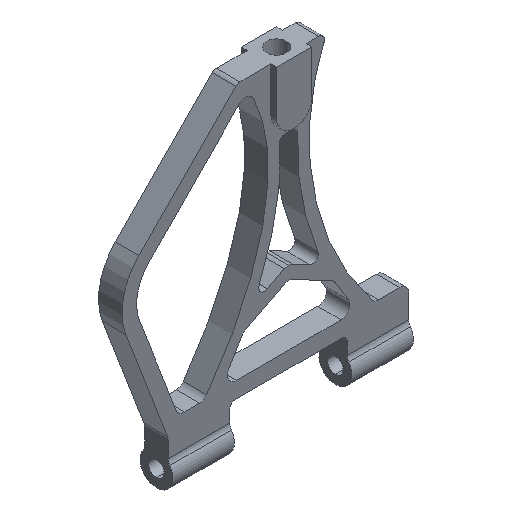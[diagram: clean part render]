
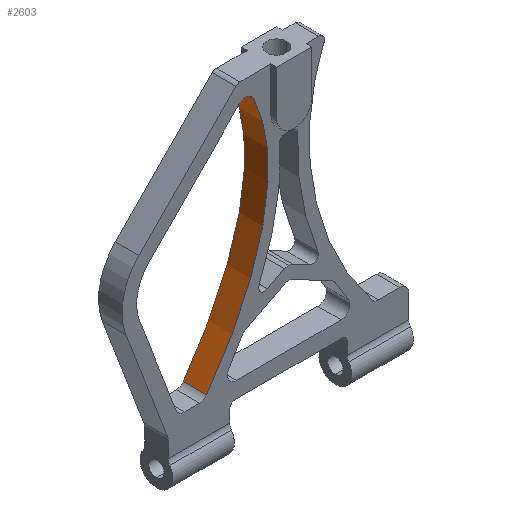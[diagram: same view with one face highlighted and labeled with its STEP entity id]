
A CAD part, isometric view. The second image highlights one B-rep face of the part: STEP entity #2603.
In plain terms, the highlighted free-form (B-spline) face has degree [3, 1] with [4, 2] control points.
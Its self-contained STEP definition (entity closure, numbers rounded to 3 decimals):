
#15 = CARTESIAN_POINT ( 'NONE',  ( -27.868, 4., 21.229 ) ) ;
#106 = VECTOR ( 'NONE', #1068, 1000. ) ;
#178 = CARTESIAN_POINT ( 'NONE',  ( -27.868, 4., 21.229 ) ) ;
#197 = DIRECTION ( 'NONE',  ( 0., 1., 0. ) ) ;
#202 = CARTESIAN_POINT ( 'NONE',  ( 0.373, 4., 74.722 ) ) ;
#234 = CARTESIAN_POINT ( 'NONE',  ( 0.373, -4., 74.722 ) ) ;
#237 = CARTESIAN_POINT ( 'NONE',  ( -11.867, -4., 100.732 ) ) ;
#290 = VERTEX_POINT ( 'NONE', #178 ) ;
#295 = EDGE_CURVE ( 'NONE', #841, #813, #1670, .T. ) ;
#435 = ORIENTED_EDGE ( 'NONE', *, *, #295, .T. ) ;
#621 = ORIENTED_EDGE ( 'NONE', *, *, #2162, .T. ) ;
#670 = ORIENTED_EDGE ( 'NONE', *, *, #1752, .T. ) ;
#795 = CARTESIAN_POINT ( 'NONE',  ( -11.867, -4., 100.732 ) ) ;
#813 = VERTEX_POINT ( 'NONE', #1828 ) ;
#820 = B_SPLINE_CURVE_WITH_KNOTS ( 'NONE', 3,
 ( #1846, #1652, #1693, #237 ),
 .UNSPECIFIED., .F., .F.,
 ( 4, 4 ),
 ( 0.018, 0.954 ),
 .UNSPECIFIED. ) ;
#841 = VERTEX_POINT ( 'NONE', #2030 ) ;
#917 = ORIENTED_EDGE ( 'NONE', *, *, #1490, .F. ) ;
#925 = CARTESIAN_POINT ( 'NONE',  ( -27.868, -4., 21.229 ) ) ;
#1025 = CARTESIAN_POINT ( 'NONE',  ( -11.867, 4., 100.732 ) ) ;
#1042 = LINE ( 'NONE', #15, #106 ) ;
#1068 = DIRECTION ( 'NONE',  ( 0., -1., 0. ) ) ;
#1206 = FACE_OUTER_BOUND ( 'NONE', #1317, .T. ) ;
#1317 = EDGE_LOOP ( 'NONE', ( #670, #435, #917, #621 ) ) ;
#1387 = CARTESIAN_POINT ( 'NONE',  ( -11.729, 4., 43.302 ) ) ;
#1440 = B_SPLINE_CURVE_WITH_KNOTS ( 'NONE', 3,
 ( #2626, #1387, #1605, #2023 ),
 .UNSPECIFIED., .F., .F.,
 ( 4, 4 ),
 ( 0.018, 0.954 ),
 .UNSPECIFIED. ) ;
#1455 = CARTESIAN_POINT ( 'NONE',  ( -11.867, -4., 100.732 ) ) ;
#1462 = CARTESIAN_POINT ( 'NONE',  ( -27.868, 4., 21.229 ) ) ;
#1490 = EDGE_CURVE ( 'NONE', #290, #813, #1440, .T. ) ;
#1501 = VERTEX_POINT ( 'NONE', #925 ) ;
#1605 = CARTESIAN_POINT ( 'NONE',  ( 0.373, 4., 74.722 ) ) ;
#1652 = CARTESIAN_POINT ( 'NONE',  ( -11.729, -4., 43.302 ) ) ;
#1670 = LINE ( 'NONE', #795, #2364 ) ;
#1693 = CARTESIAN_POINT ( 'NONE',  ( 0.373, -4., 74.722 ) ) ;
#1752 = EDGE_CURVE ( 'NONE', #1501, #841, #820, .T. ) ;
#1828 = CARTESIAN_POINT ( 'NONE',  ( -11.867, 4., 100.732 ) ) ;
#1846 = CARTESIAN_POINT ( 'NONE',  ( -27.868, -4., 21.229 ) ) ;
#1865 = CARTESIAN_POINT ( 'NONE',  ( -11.729, -4., 43.302 ) ) ;
#1900 = B_SPLINE_SURFACE_WITH_KNOTS ( 'NONE', 3, 1, ( 
 ( #1462, #2280 ),
 ( #2694, #1865 ),
 ( #202, #234 ),
 ( #1025, #1455 ) ),
 .UNSPECIFIED., .F., .F., .F.,
 ( 4, 4 ),
 ( 2, 2 ),
 ( 0.018, 0.954 ),
 ( 0., 1. ),
 .UNSPECIFIED. ) ;
#2023 = CARTESIAN_POINT ( 'NONE',  ( -11.867, 4., 100.732 ) ) ;
#2030 = CARTESIAN_POINT ( 'NONE',  ( -11.867, -4., 100.732 ) ) ;
#2162 = EDGE_CURVE ( 'NONE', #290, #1501, #1042, .T. ) ;
#2280 = CARTESIAN_POINT ( 'NONE',  ( -27.868, -4., 21.229 ) ) ;
#2364 = VECTOR ( 'NONE', #197, 1000. ) ;
#2603 = ADVANCED_FACE ( 'NONE', ( #1206 ), #1900, .F. ) ;
#2626 = CARTESIAN_POINT ( 'NONE',  ( -27.868, 4., 21.229 ) ) ;
#2694 = CARTESIAN_POINT ( 'NONE',  ( -11.729, 4., 43.302 ) ) ;
